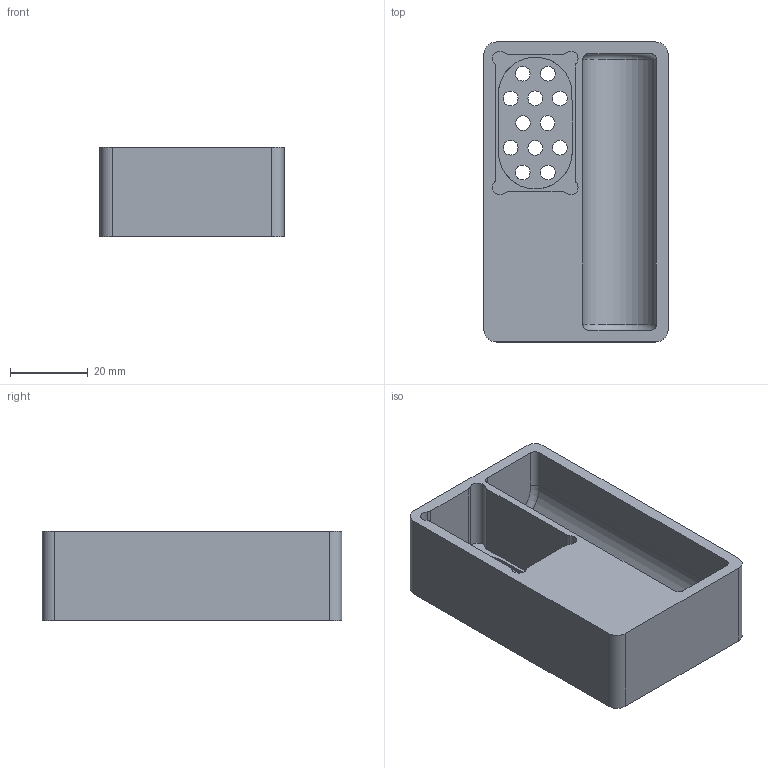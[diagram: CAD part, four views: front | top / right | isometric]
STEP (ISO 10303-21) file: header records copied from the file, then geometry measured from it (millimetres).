
FILE_DESCRIPTION(/* description */ (''),/* implementation_level */ '2;1');
FILE_NAME(/* name */ 'backPlate.step',/* time_stamp */ '2021-08-09T12:27:42-04:00',/* author */ (''),/* organization */ (''),/* preprocessor_version */ 'ST-DEVELOPER v18.1',/* originating_system */ 'Autodesk Translation Framework v10.9.0.1377',/* authorisation */ '');
FILE_SCHEMA (('AUTOMOTIVE_DESIGN { 1 0 10303 214 3 1 1 }'));
Length unit declared in the file: millimetre
Products named in the file (1): backPlate
Bounding box: 47.5 x 77.33 x 23 mm (x, y, z)
Volume: 44935.5 mm3; surface area: 18290 mm2
Topology: 1 solids, 1 shells, 52 faces, 137 edges, 90 vertices
Faces by surface type: cylinder 33, plane 16, torus 2, bspline 1
Full cylindrical faces by diameter (mm): 3.81 x12
Entity records: 1888 total; most frequent: CARTESIAN_POINT 461, DIRECTION 307, ORIENTED_EDGE 274, EDGE_CURVE 137, AXIS2_PLACEMENT_3D 120, VERTEX_POINT 90, EDGE_LOOP 79, CIRCLE 68
